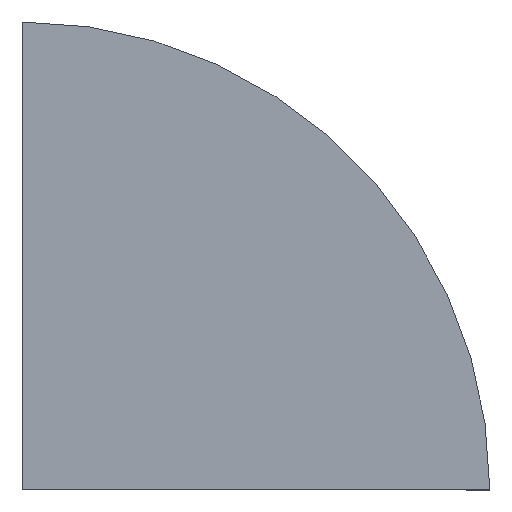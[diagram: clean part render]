
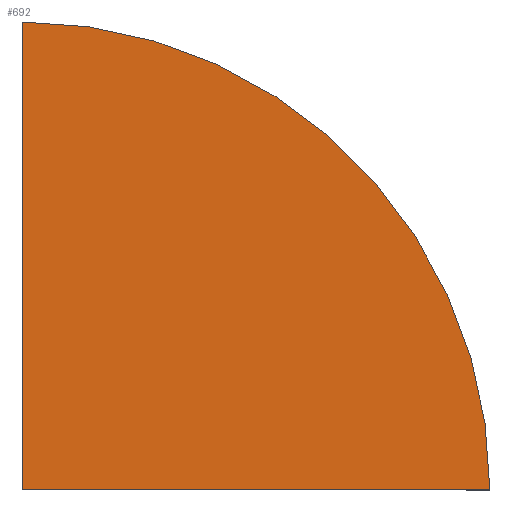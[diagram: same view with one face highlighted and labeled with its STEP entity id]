
A CAD part, top view. The second image highlights one B-rep face of the part: STEP entity #692.
In plain terms, the highlighted planar face has unit normal (0, 0, 1).
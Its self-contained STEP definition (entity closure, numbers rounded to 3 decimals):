
#120 = CARTESIAN_POINT ( 'NONE',  ( 0., 0., 28. ) ) ;
#134 = FACE_OUTER_BOUND ( 'NONE', #398, .T. ) ;
#173 = ORIENTED_EDGE ( 'NONE', *, *, #797, .T. ) ;
#180 = DIRECTION ( 'NONE',  ( 0., 0., 1. ) ) ;
#210 = VERTEX_POINT ( 'NONE', #762 ) ;
#253 = VERTEX_POINT ( 'NONE', #354 ) ;
#269 = VECTOR ( 'NONE', #300, 1000. ) ;
#297 = CARTESIAN_POINT ( 'NONE',  ( 0., 60., 28. ) ) ;
#300 = DIRECTION ( 'NONE',  ( 0., -1., 0. ) ) ;
#340 = VERTEX_POINT ( 'NONE', #708 ) ;
#354 = CARTESIAN_POINT ( 'NONE',  ( 60., 0., 28. ) ) ;
#356 = CIRCLE ( 'NONE', #396, 60. ) ;
#396 = AXIS2_PLACEMENT_3D ( 'NONE', #120, #891, #721 ) ;
#398 = EDGE_LOOP ( 'NONE', ( #623, #850, #173 ) ) ;
#421 = CARTESIAN_POINT ( 'NONE',  ( 0., 0., 28. ) ) ;
#551 = EDGE_CURVE ( 'NONE', #210, #253, #697, .T. ) ;
#556 = LINE ( 'NONE', #297, #269 ) ;
#623 = ORIENTED_EDGE ( 'NONE', *, *, #932, .T. ) ;
#692 = ADVANCED_FACE ( 'NONE', ( #134 ), #842, .T. ) ;
#697 = LINE ( 'NONE', #1072, #1048 ) ;
#708 = CARTESIAN_POINT ( 'NONE',  ( 0., 60., 28. ) ) ;
#721 = DIRECTION ( 'NONE',  ( 1., 0., 0. ) ) ;
#762 = CARTESIAN_POINT ( 'NONE',  ( 0., 0., 28. ) ) ;
#781 = AXIS2_PLACEMENT_3D ( 'NONE', #421, #180, #855 ) ;
#797 = EDGE_CURVE ( 'NONE', #253, #340, #356, .T. ) ;
#827 = DIRECTION ( 'NONE',  ( 1., 0., 0. ) ) ;
#842 = PLANE ( 'NONE',  #781 ) ;
#850 = ORIENTED_EDGE ( 'NONE', *, *, #551, .T. ) ;
#855 = DIRECTION ( 'NONE',  ( 1., 0., 0. ) ) ;
#891 = DIRECTION ( 'NONE',  ( 0., 0., 1. ) ) ;
#932 = EDGE_CURVE ( 'NONE', #340, #210, #556, .T. ) ;
#1048 = VECTOR ( 'NONE', #827, 1000. ) ;
#1072 = CARTESIAN_POINT ( 'NONE',  ( 60., 0., 28. ) ) ;
